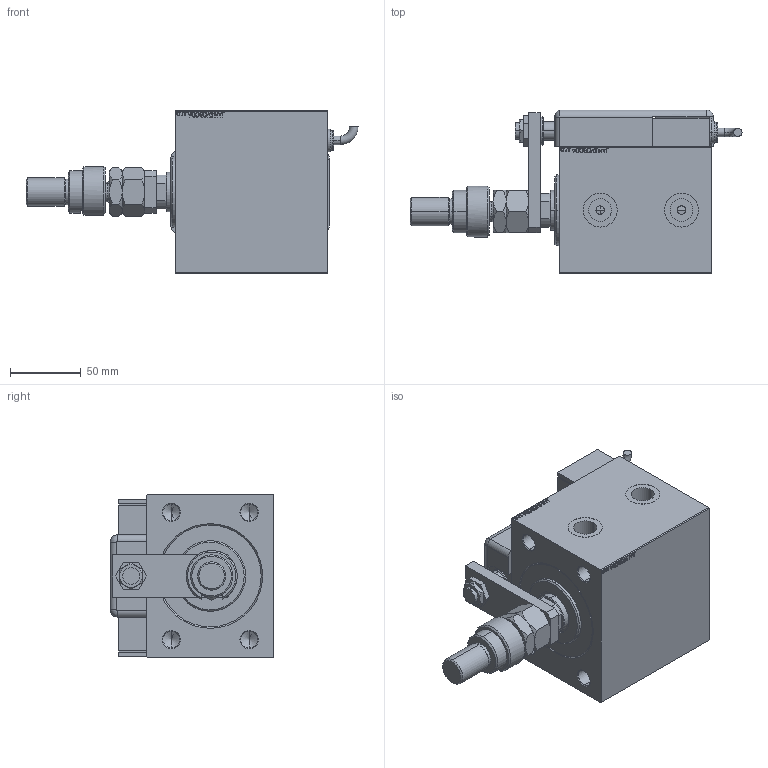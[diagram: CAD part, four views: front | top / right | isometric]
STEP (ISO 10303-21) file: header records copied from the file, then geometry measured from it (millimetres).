
FILE_DESCRIPTION (( 'STEP AP203' ), '1' );
FILE_NAME ('58f7.STEP', '2021-04-16T13:26:26', ( '' ), ( '' ), 'SwSTEP 2.0', 'SolidWorks 2019', '' );
FILE_SCHEMA (( 'CONFIG_CONTROL_DESIGN' ));
Length unit declared in the file: millimetre
Products named in the file (16): MFA 58b62ee3b2b35b0717a46ac7b6142035; TYC 58b62ee3b2b35b0717a46ac7b6142035; FEMALE_PART_FOR_DFA 58b62ee3b2b35b0717a46ac7b6142035; ZARAZKA_Q 58b62ee3b2b35b0717a46ac7b6142035; 58f7; V450CM_B 58b62ee3b2b35b0717a46ac7b6142035; SWITCH Q 58b62ee3b2b35b0717a46ac7b6142035; NUT_D13 58b62ee3b2b35b0717a46ac7b6142035; SWITCH DIM A_G 58b62ee3b2b35b0717a46ac7b6142035; MAGNETIC SWITCH Q 58b62ee3b2b35b0717a46ac7b6142035; V450CM_B_VCP 58b62ee3b2b35b0717a46ac7b6142035; V450CM_VC_B 58b62ee3b2b35b0717a46ac7b6142035; KRYT 58b62ee3b2b35b0717a46ac7b6142035; NUT_D19 58b62ee3b2b35b0717a46ac7b6142035; Q_T_W_DFA 58b62ee3b2b35b0717a46ac7b6142035; SWITCH_Q_FRONT_BACK 58b62ee3b2b35b0717a46ac7b6142035
Assembly tree (16 placements, depth 3):
  58f7
    V450CM_B 58b62ee3b2b35b0717a46ac7b6142035
    V450CM_B_VCP 58b62ee3b2b35b0717a46ac7b6142035
    V450CM_VC_B 58b62ee3b2b35b0717a46ac7b6142035
    MAGNETIC SWITCH Q 58b62ee3b2b35b0717a46ac7b6142035
      SWITCH_Q_FRONT_BACK 58b62ee3b2b35b0717a46ac7b6142035
      TYC 58b62ee3b2b35b0717a46ac7b6142035
      ZARAZKA_Q 58b62ee3b2b35b0717a46ac7b6142035
      SWITCH DIM A_G 58b62ee3b2b35b0717a46ac7b6142035
      NUT_D19 58b62ee3b2b35b0717a46ac7b6142035
      NUT_D13 58b62ee3b2b35b0717a46ac7b6142035
      KRYT 58b62ee3b2b35b0717a46ac7b6142035
      SWITCH Q 58b62ee3b2b35b0717a46ac7b6142035  x2
    Q_T_W_DFA 58b62ee3b2b35b0717a46ac7b6142035
      FEMALE_PART_FOR_DFA 58b62ee3b2b35b0717a46ac7b6142035
      MFA 58b62ee3b2b35b0717a46ac7b6142035
Bounding box: 234.76 x 115.8 x 115 mm (x, y, z)
Volume: 1212401.5 mm3; surface area: 199112.7 mm2
Topology: 15 solids, 15 shells, 1366 faces, 3433 edges, 2231 vertices
Faces by surface type: plane 641, bspline 471, cylinder 132, cone 94, torus 26, sphere 2
Entity records: 63603 total; most frequent: CARTESIAN_POINT 33202, ORIENTED_EDGE 6638, DIRECTION 4405, EDGE_CURVE 3319, VERTEX_POINT 2171, VECTOR 1925, LINE 1925, EDGE_LOOP 1500
